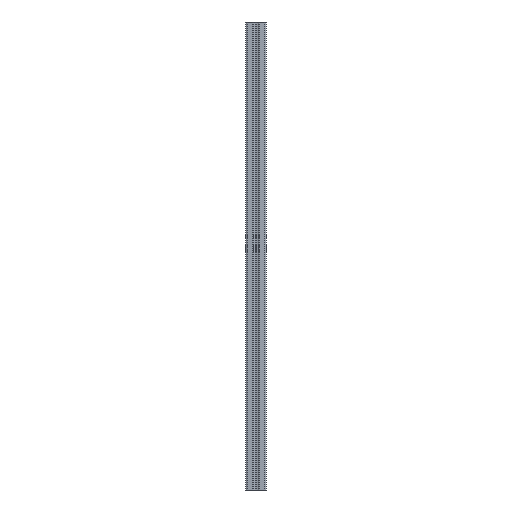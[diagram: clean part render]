
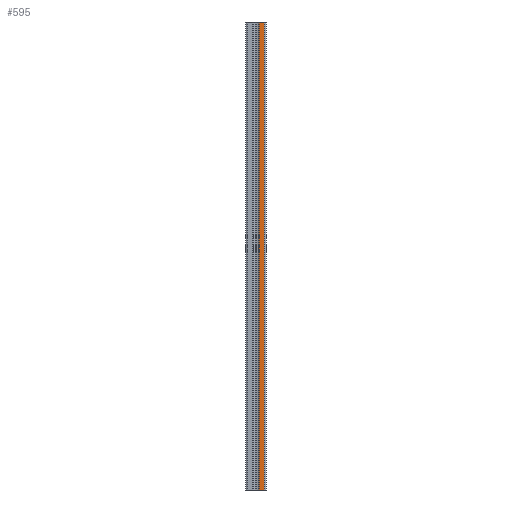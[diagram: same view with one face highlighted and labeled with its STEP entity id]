
A CAD part, front view. The second image highlights one B-rep face of the part: STEP entity #595.
In plain terms, the highlighted planar face has unit normal (0, -1, 0).
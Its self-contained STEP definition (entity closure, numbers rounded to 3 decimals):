
#82 = CARTESIAN_POINT ( 'NONE',  ( 3., -10., 228.6 ) ) ;
#194 = EDGE_CURVE ( 'NONE', #772, #376, #869, .T. ) ;
#210 = LINE ( 'NONE', #292, #800 ) ;
#279 = CARTESIAN_POINT ( 'NONE',  ( 3., -10., -228.6 ) ) ;
#292 = CARTESIAN_POINT ( 'NONE',  ( 3., -10., 228.6 ) ) ;
#294 = EDGE_CURVE ( 'NONE', #376, #1067, #1709, .T. ) ;
#376 = VERTEX_POINT ( 'NONE', #606 ) ;
#474 = EDGE_LOOP ( 'NONE', ( #2214, #1895, #723, #1303 ) ) ;
#565 = CARTESIAN_POINT ( 'NONE',  ( 3., -10., 228.6 ) ) ;
#595 = ADVANCED_FACE ( 'NONE', ( #1831 ), #704, .F. ) ;
#606 = CARTESIAN_POINT ( 'NONE',  ( 8.25, -10., 228.6 ) ) ;
#704 = PLANE ( 'NONE',  #1914 ) ;
#720 = CARTESIAN_POINT ( 'NONE',  ( 3., -10., 228.6 ) ) ;
#723 = ORIENTED_EDGE ( 'NONE', *, *, #194, .F. ) ;
#772 = VERTEX_POINT ( 'NONE', #720 ) ;
#800 = VECTOR ( 'NONE', #1715, 1000. ) ;
#850 = CARTESIAN_POINT ( 'NONE',  ( 8.25, -10., -228.6 ) ) ;
#868 = DIRECTION ( 'NONE',  ( -1., 0., 0. ) ) ;
#869 = LINE ( 'NONE', #565, #1165 ) ;
#1067 = VERTEX_POINT ( 'NONE', #850 ) ;
#1089 = VECTOR ( 'NONE', #2513, 1000. ) ;
#1097 = VECTOR ( 'NONE', #2396, 1000. ) ;
#1165 = VECTOR ( 'NONE', #1358, 1000. ) ;
#1303 = ORIENTED_EDGE ( 'NONE', *, *, #2025, .T. ) ;
#1327 = VERTEX_POINT ( 'NONE', #1532 ) ;
#1358 = DIRECTION ( 'NONE',  ( 1., 0., 0. ) ) ;
#1532 = CARTESIAN_POINT ( 'NONE',  ( 3., -10., -228.6 ) ) ;
#1599 = EDGE_CURVE ( 'NONE', #1327, #1067, #2321, .T. ) ;
#1690 = DIRECTION ( 'NONE',  ( 0., 1., 0. ) ) ;
#1709 = LINE ( 'NONE', #2367, #1097 ) ;
#1715 = DIRECTION ( 'NONE',  ( 0., 0., -1. ) ) ;
#1831 = FACE_OUTER_BOUND ( 'NONE', #474, .T. ) ;
#1895 = ORIENTED_EDGE ( 'NONE', *, *, #294, .F. ) ;
#1914 = AXIS2_PLACEMENT_3D ( 'NONE', #82, #1690, #868 ) ;
#2025 = EDGE_CURVE ( 'NONE', #772, #1327, #210, .T. ) ;
#2214 = ORIENTED_EDGE ( 'NONE', *, *, #1599, .T. ) ;
#2321 = LINE ( 'NONE', #279, #1089 ) ;
#2367 = CARTESIAN_POINT ( 'NONE',  ( 8.25, -10., 228.6 ) ) ;
#2396 = DIRECTION ( 'NONE',  ( 0., 0., -1. ) ) ;
#2513 = DIRECTION ( 'NONE',  ( 1., 0., 0. ) ) ;
